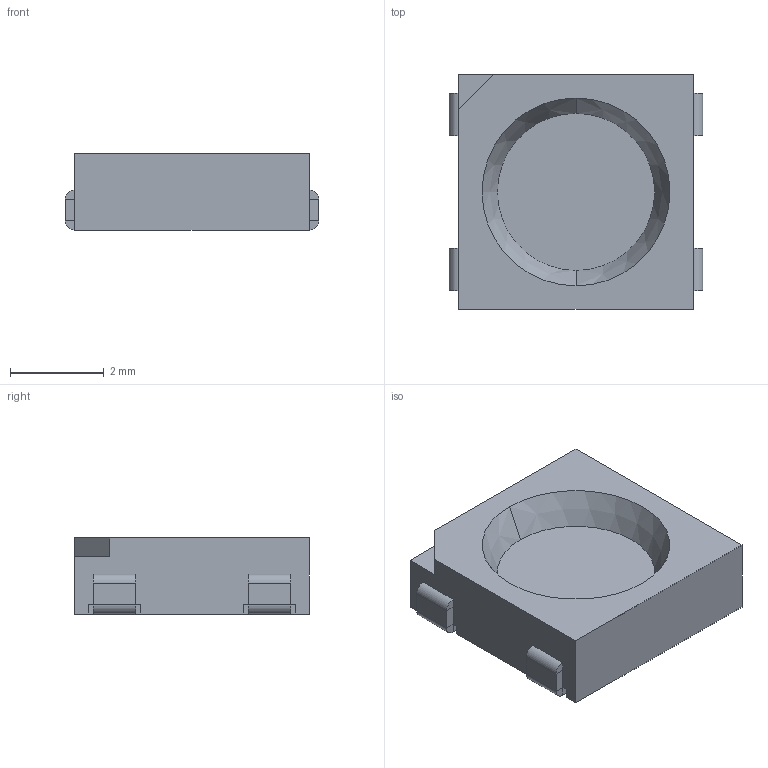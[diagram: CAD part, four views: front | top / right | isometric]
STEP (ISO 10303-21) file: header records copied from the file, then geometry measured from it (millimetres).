
FILE_DESCRIPTION(('FreeCAD Model'),'2;1');
FILE_NAME('Open CASCADE Shape Model','2022-02-24T12:59:45',( 'kicad StepUp'),('ksu MCAD'),'Open CASCADE STEP processor 7.5', 'FreeCAD','Unknown');
FILE_SCHEMA(('AUTOMOTIVE_DESIGN { 1 0 10303 214 1 1 1 1 }'));
Length unit declared in the file: millimetre
Products named in the file (1): WS2812B-B
Bounding box: 5.4 x 5 x 1.62 mm (x, y, z)
Volume: 33 mm3; surface area: 107.1 mm2
Topology: 5 solids, 5 shells, 123 faces, 260 edges, 152 vertices
Faces by surface type: plane 109, cylinder 12, cone 2
Entity records: 4083 total; most frequent: CARTESIAN_POINT 536, DIRECTION 536, ORIENTED_EDGE 520, EDGE_CURVE 260, LINE 232, VECTOR 232, AXIS2_PLACEMENT_3D 152, VERTEX_POINT 152
